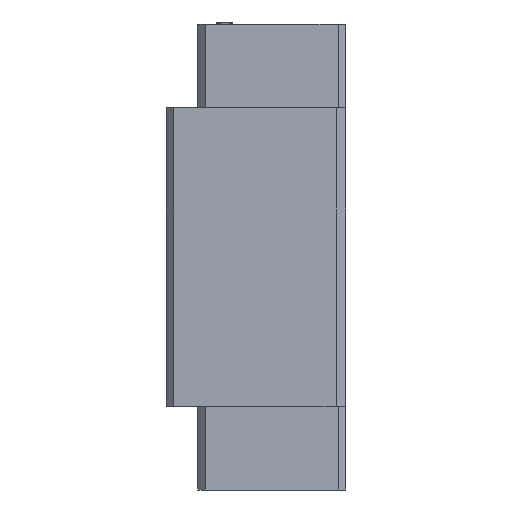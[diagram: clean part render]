
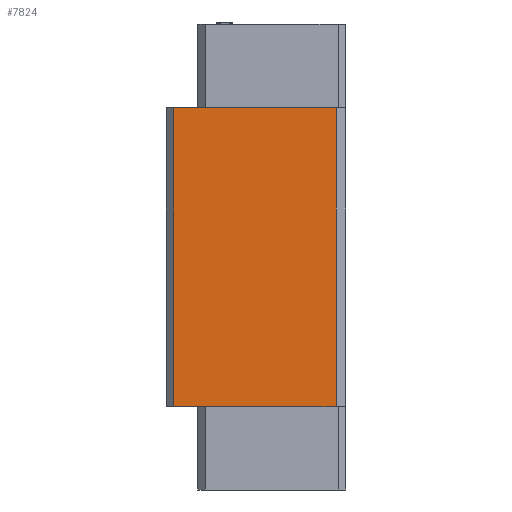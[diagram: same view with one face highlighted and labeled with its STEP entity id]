
A CAD part, left-side view. The second image highlights one B-rep face of the part: STEP entity #7824.
In plain terms, the highlighted planar face has unit normal (-1, 0, 0).
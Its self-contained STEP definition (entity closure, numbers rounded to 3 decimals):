
#349=PLANE('',#8272);
#642=FACE_OUTER_BOUND('',#1054,.T.);
#1054=EDGE_LOOP('',(#5430,#5431,#5432,#5433));
#1479=LINE('',#10500,#2424);
#1480=LINE('',#10502,#2425);
#1481=LINE('',#10504,#2426);
#1482=LINE('',#10505,#2427);
#2424=VECTOR('',#8719,39.4);
#2425=VECTOR('',#8720,21.4);
#2426=VECTOR('',#8721,39.4);
#2427=VECTOR('',#8722,21.4);
#3421=VERTEX_POINT('',#10498);
#3422=VERTEX_POINT('',#10499);
#3423=VERTEX_POINT('',#10501);
#3424=VERTEX_POINT('',#10503);
#4227=EDGE_CURVE('',#3421,#3422,#1479,.T.);
#4228=EDGE_CURVE('',#3422,#3423,#1480,.T.);
#4229=EDGE_CURVE('',#3423,#3424,#1481,.T.);
#4230=EDGE_CURVE('',#3424,#3421,#1482,.T.);
#5430=ORIENTED_EDGE('',*,*,#4227,.T.);
#5431=ORIENTED_EDGE('',*,*,#4228,.T.);
#5432=ORIENTED_EDGE('',*,*,#4229,.T.);
#5433=ORIENTED_EDGE('',*,*,#4230,.T.);
#7824=ADVANCED_FACE('',(#642),#349,.T.);
#8272=AXIS2_PLACEMENT_3D('',#10497,#8717,#8718);
#8717=DIRECTION('center_axis',(-1.,0.,0.));
#8718=DIRECTION('ref_axis',(0.,0.,1.));
#8719=DIRECTION('',(0.,0.,1.));
#8720=DIRECTION('',(0.,1.,0.));
#8721=DIRECTION('',(0.,0.,-1.));
#8722=DIRECTION('',(0.,-1.,0.));
#10497=CARTESIAN_POINT('Origin',(-17.,12.,-19.7));
#10498=CARTESIAN_POINT('',(-17.,-9.4,-19.7));
#10499=CARTESIAN_POINT('',(-17.,-9.4,19.7));
#10500=CARTESIAN_POINT('',(-17.,-9.4,-19.7));
#10501=CARTESIAN_POINT('',(-17.,12.,19.7));
#10502=CARTESIAN_POINT('',(-17.,-9.4,19.7));
#10503=CARTESIAN_POINT('',(-17.,12.,-19.7));
#10504=CARTESIAN_POINT('',(-17.,12.,19.7));
#10505=CARTESIAN_POINT('',(-17.,12.,-19.7));
